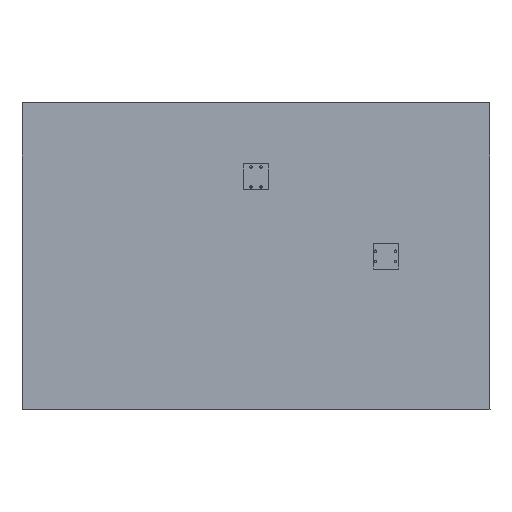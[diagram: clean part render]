
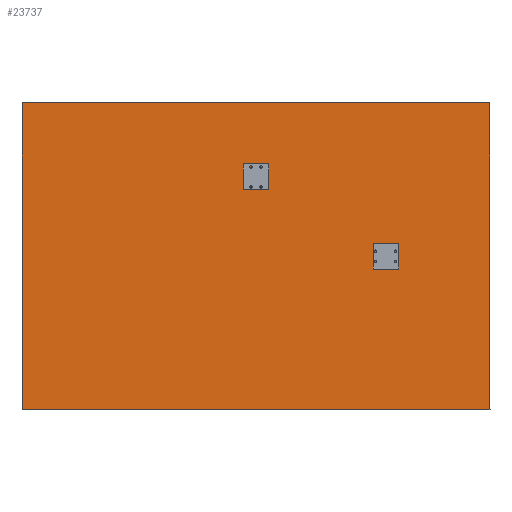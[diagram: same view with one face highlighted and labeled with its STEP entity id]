
A CAD part, front view. The second image highlights one B-rep face of the part: STEP entity #23737.
In plain terms, the highlighted face is planar.
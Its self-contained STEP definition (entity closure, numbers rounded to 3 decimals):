
#2331=FACE_OUTER_BOUND('',#3603,.T.);
#3603=EDGE_LOOP('',(#15941,#15942,#15943,#15944));
#5146=LINE('',#34175,#7584);
#5150=LINE('',#34183,#7588);
#5153=LINE('',#34189,#7591);
#5156=LINE('',#34194,#7594);
#7584=VECTOR('',#27502,10.);
#7588=VECTOR('',#27508,10.);
#7591=VECTOR('',#27513,10.);
#7594=VECTOR('',#27518,10.);
#10022=VERTEX_POINT('',#34173);
#10023=VERTEX_POINT('',#34174);
#10026=VERTEX_POINT('',#34182);
#10028=VERTEX_POINT('',#34188);
#12391=EDGE_CURVE('',#10022,#10023,#5146,.T.);
#12395=EDGE_CURVE('',#10023,#10026,#5150,.T.);
#12398=EDGE_CURVE('',#10026,#10028,#5153,.T.);
#12401=EDGE_CURVE('',#10028,#10022,#5156,.T.);
#15941=ORIENTED_EDGE('',*,*,#12401,.T.);
#15942=ORIENTED_EDGE('',*,*,#12391,.T.);
#15943=ORIENTED_EDGE('',*,*,#12395,.T.);
#15944=ORIENTED_EDGE('',*,*,#12398,.T.);
#22997=PLANE('',#25384);
#23737=ADVANCED_FACE('',(#2331),#22997,.F.);
#25384=AXIS2_PLACEMENT_3D('',#34196,#27520,#27521);
#27502=DIRECTION('',(0.,1.,0.));
#27508=DIRECTION('',(1.,0.,0.));
#27513=DIRECTION('',(0.,-1.,0.));
#27518=DIRECTION('',(-1.,0.,0.));
#27520=DIRECTION('center_axis',(0.,0.,1.));
#27521=DIRECTION('ref_axis',(1.,0.,0.));
#34173=CARTESIAN_POINT('',(-930.,0.,0.));
#34174=CARTESIAN_POINT('',(-930.,609.6,0.));
#34175=CARTESIAN_POINT('',(-930.,0.,0.));
#34182=CARTESIAN_POINT('',(0.,609.6,0.));
#34183=CARTESIAN_POINT('',(-930.,609.6,0.));
#34188=CARTESIAN_POINT('',(0.,0.,0.));
#34189=CARTESIAN_POINT('',(0.,609.6,0.));
#34194=CARTESIAN_POINT('',(0.,0.,0.));
#34196=CARTESIAN_POINT('Origin',(-465.,304.8,0.));
